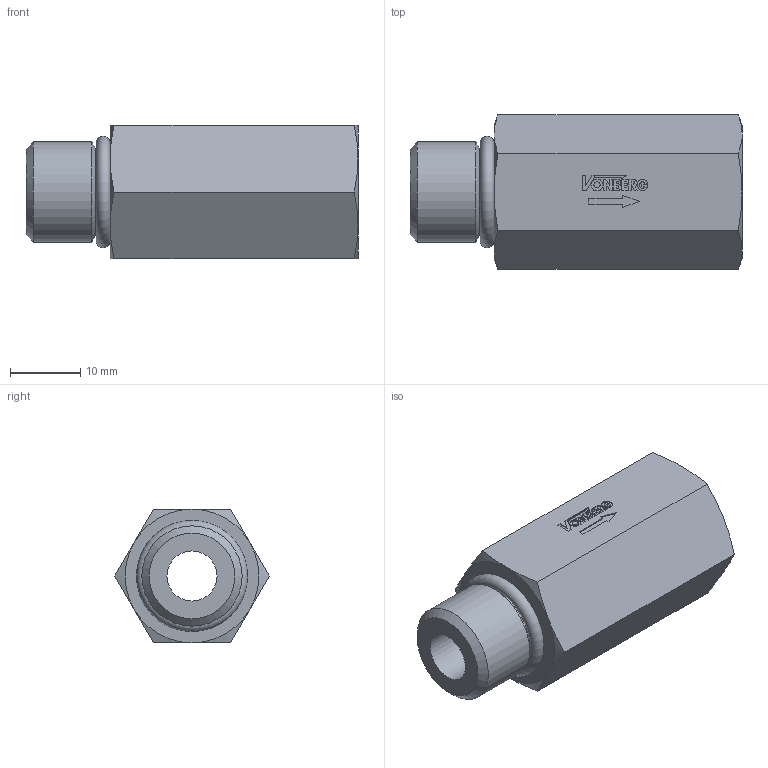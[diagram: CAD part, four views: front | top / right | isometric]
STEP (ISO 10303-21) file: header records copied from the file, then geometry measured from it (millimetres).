
FILE_DESCRIPTION((''),'2;1');
FILE_NAME('15312-806.stp','2015-01-05T11:16:23',('jml'),(''),'Autodesk Inventor 2010','Autodesk Inventor 2010','');
FILE_SCHEMA(('AUTOMOTIVE_DESIGN { 1 0 10303 214 1 1 1 1 }'));
Length unit declared in the file: inch
Products named in the file (3): 15312-806; 221061; 906 O-RING
Assembly tree (2 placements, depth 2):
  15312-806
    221061
    906 O-RING
Bounding box: 47.29 x 22 x 19.05 mm (x, y, z)
Volume: 9502.5 mm3; surface area: 4989.8 mm2
Topology: 2 solids, 2 shells, 132 faces, 325 edges, 211 vertices
Faces by surface type: plane 94, cylinder 19, cone 17, torus 2
Full cylindrical faces by diameter (mm): 0.87 x1, 7.137 x1, 12.294 x1, 12.751 x1, 14.275 x1
Entity records: 3966 total; most frequent: CARTESIAN_POINT 706, ORIENTED_EDGE 624, DIRECTION 620, EDGE_CURVE 312, VECTOR 230, LINE 230, VERTEX_POINT 209, AXIS2_PLACEMENT_3D 195
